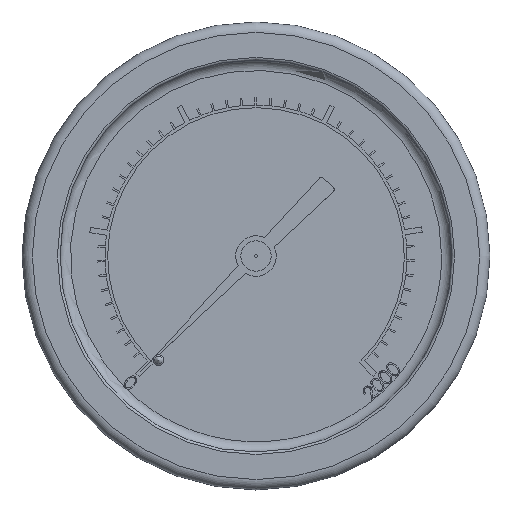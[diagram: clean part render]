
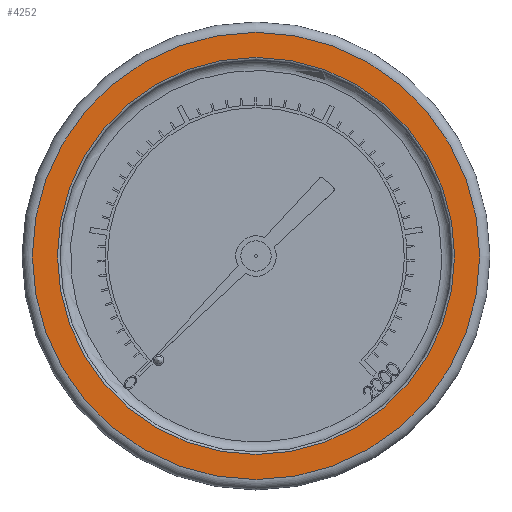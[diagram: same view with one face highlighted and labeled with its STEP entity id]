
A CAD part, top view. The second image highlights one B-rep face of the part: STEP entity #4252.
In plain terms, the highlighted planar face has unit normal (0, 0, 1).
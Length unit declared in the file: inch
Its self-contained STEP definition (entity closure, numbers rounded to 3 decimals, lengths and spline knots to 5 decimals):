
#957 = DIRECTION ( 'NONE',  ( 0., 0., -1. ) ) ;
#1433 = DIRECTION ( 'NONE',  ( 1., 0., 0. ) ) ;
#1543 = ORIENTED_EDGE ( 'NONE', *, *, #8560, .T. ) ;
#2064 = DIRECTION ( 'NONE',  ( 0., 0., 1. ) ) ;
#2309 = AXIS2_PLACEMENT_3D ( 'NONE', #17227, #15567, #1433 ) ;
#2779 = AXIS2_PLACEMENT_3D ( 'NONE', #9625, #957, #6702 ) ;
#4058 = FACE_OUTER_BOUND ( 'NONE', #16399, .T. ) ;
#4252 = ADVANCED_FACE ( 'NONE', ( #5121, #4058 ), #9441, .T. ) ;
#4409 = CARTESIAN_POINT ( 'NONE',  ( 1.151, 0., 0. ) ) ;
#4596 = CARTESIAN_POINT ( 'NONE',  ( 1.2965, 0., 0. ) ) ;
#4980 = ORIENTED_EDGE ( 'NONE', *, *, #17031, .T. ) ;
#5121 = FACE_BOUND ( 'NONE', #5703, .T. ) ;
#5703 = EDGE_LOOP ( 'NONE', ( #1543 ) ) ;
#6702 = DIRECTION ( 'NONE',  ( 1., 0., 0. ) ) ;
#8560 = EDGE_CURVE ( 'NONE', #12840, #12840, #9966, .T. ) ;
#9441 = PLANE ( 'NONE',  #2309 ) ;
#9625 = CARTESIAN_POINT ( 'NONE',  ( 0., 0., 0. ) ) ;
#9966 = CIRCLE ( 'NONE', #2779, 1.151 ) ;
#10045 = VERTEX_POINT ( 'NONE', #4596 ) ;
#10694 = CARTESIAN_POINT ( 'NONE',  ( 0., 0., 0. ) ) ;
#10718 = AXIS2_PLACEMENT_3D ( 'NONE', #10694, #2064, #16357 ) ;
#12500 = CIRCLE ( 'NONE', #10718, 1.2965 ) ;
#12840 = VERTEX_POINT ( 'NONE', #4409 ) ;
#15567 = DIRECTION ( 'NONE',  ( 0., 0., 1. ) ) ;
#16357 = DIRECTION ( 'NONE',  ( 1., 0., 0. ) ) ;
#16399 = EDGE_LOOP ( 'NONE', ( #4980 ) ) ;
#17031 = EDGE_CURVE ( 'NONE', #10045, #10045, #12500, .T. ) ;
#17227 = CARTESIAN_POINT ( 'NONE',  ( 0., 0., 0. ) ) ;
